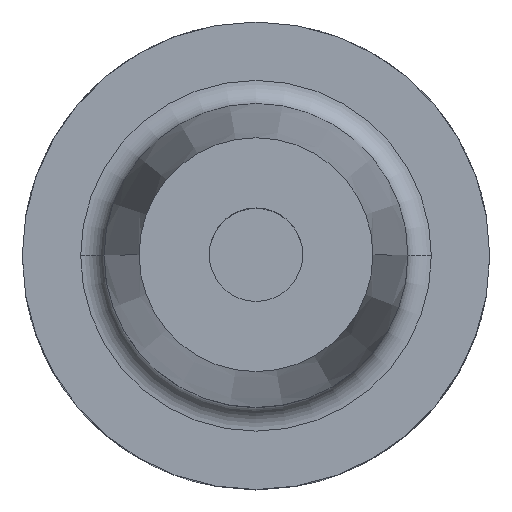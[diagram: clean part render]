
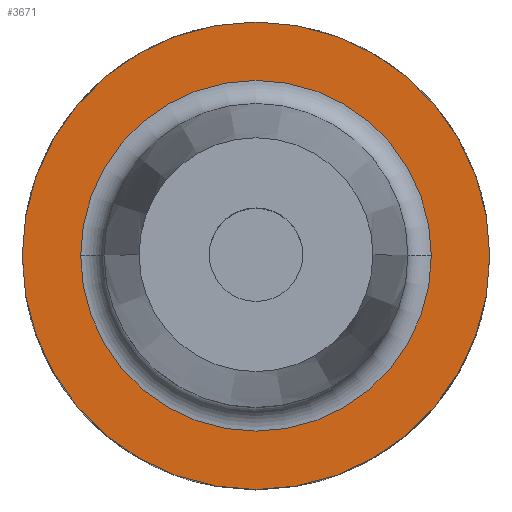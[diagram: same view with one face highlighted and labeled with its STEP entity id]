
A CAD part, top view. The second image highlights one B-rep face of the part: STEP entity #3671.
In plain terms, the highlighted planar face has unit normal (0, 0, 1).
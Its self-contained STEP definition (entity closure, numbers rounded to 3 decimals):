
#105 = FACE_BOUND ( 'NONE', #3401, .T. ) ;
#106 = AXIS2_PLACEMENT_3D ( 'NONE', #4399, #2295, #179 ) ;
#179 = DIRECTION ( 'NONE',  ( -1., 0., 0. ) ) ;
#229 = VERTEX_POINT ( 'NONE', #3709 ) ;
#417 = CIRCLE ( 'NONE', #2998, 20. ) ;
#432 = ORIENTED_EDGE ( 'NONE', *, *, #522, .T. ) ;
#522 = EDGE_CURVE ( 'NONE', #2881, #1039, #813, .T. ) ;
#551 = EDGE_CURVE ( 'NONE', #229, #3699, #2579, .T. ) ;
#556 = DIRECTION ( 'NONE',  ( -1., 0., 0. ) ) ;
#813 = CIRCLE ( 'NONE', #1035, 15. ) ;
#895 = CARTESIAN_POINT ( 'NONE',  ( 0., 0., 20. ) ) ;
#1035 = AXIS2_PLACEMENT_3D ( 'NONE', #1228, #1241, #1254 ) ;
#1039 = VERTEX_POINT ( 'NONE', #2119 ) ;
#1228 = CARTESIAN_POINT ( 'NONE',  ( 0., 0., 20. ) ) ;
#1241 = DIRECTION ( 'NONE',  ( 0., 0., -1. ) ) ;
#1253 = ORIENTED_EDGE ( 'NONE', *, *, #3400, .T. ) ;
#1254 = DIRECTION ( 'NONE',  ( -1., 0., 0. ) ) ;
#1410 = EDGE_LOOP ( 'NONE', ( #1253, #3958 ) ) ;
#1513 = AXIS2_PLACEMENT_3D ( 'NONE', #4543, #1726, #1741 ) ;
#1726 = DIRECTION ( 'NONE',  ( 0., 0., 1. ) ) ;
#1741 = DIRECTION ( 'NONE',  ( 1., 0., 0. ) ) ;
#1768 = AXIS2_PLACEMENT_3D ( 'NONE', #895, #2677, #556 ) ;
#1927 = DIRECTION ( 'NONE',  ( 0., 0., 1. ) ) ;
#2119 = CARTESIAN_POINT ( 'NONE',  ( 15., 0., 20. ) ) ;
#2295 = DIRECTION ( 'NONE',  ( 0., 0., -1. ) ) ;
#2309 = PLANE ( 'NONE',  #1768 ) ;
#2336 = CARTESIAN_POINT ( 'NONE',  ( 20., 0., 20. ) ) ;
#2579 = CIRCLE ( 'NONE', #1513, 20. ) ;
#2677 = DIRECTION ( 'NONE',  ( 0., 0., -1. ) ) ;
#2881 = VERTEX_POINT ( 'NONE', #3187 ) ;
#2933 = CIRCLE ( 'NONE', #106, 15. ) ;
#2998 = AXIS2_PLACEMENT_3D ( 'NONE', #4012, #1927, #4365 ) ;
#3132 = ORIENTED_EDGE ( 'NONE', *, *, #3549, .T. ) ;
#3187 = CARTESIAN_POINT ( 'NONE',  ( -15., 0., 20. ) ) ;
#3400 = EDGE_CURVE ( 'NONE', #3699, #229, #417, .T. ) ;
#3401 = EDGE_LOOP ( 'NONE', ( #432, #3132 ) ) ;
#3549 = EDGE_CURVE ( 'NONE', #1039, #2881, #2933, .T. ) ;
#3671 = ADVANCED_FACE ( 'NONE', ( #105, #4580 ), #2309, .F. ) ;
#3699 = VERTEX_POINT ( 'NONE', #2336 ) ;
#3709 = CARTESIAN_POINT ( 'NONE',  ( -20., 0., 20. ) ) ;
#3958 = ORIENTED_EDGE ( 'NONE', *, *, #551, .T. ) ;
#4012 = CARTESIAN_POINT ( 'NONE',  ( 0., 0., 20. ) ) ;
#4365 = DIRECTION ( 'NONE',  ( 1., 0., 0. ) ) ;
#4399 = CARTESIAN_POINT ( 'NONE',  ( 0., 0., 20. ) ) ;
#4543 = CARTESIAN_POINT ( 'NONE',  ( 0., 0., 20. ) ) ;
#4580 = FACE_OUTER_BOUND ( 'NONE', #1410, .T. ) ;
